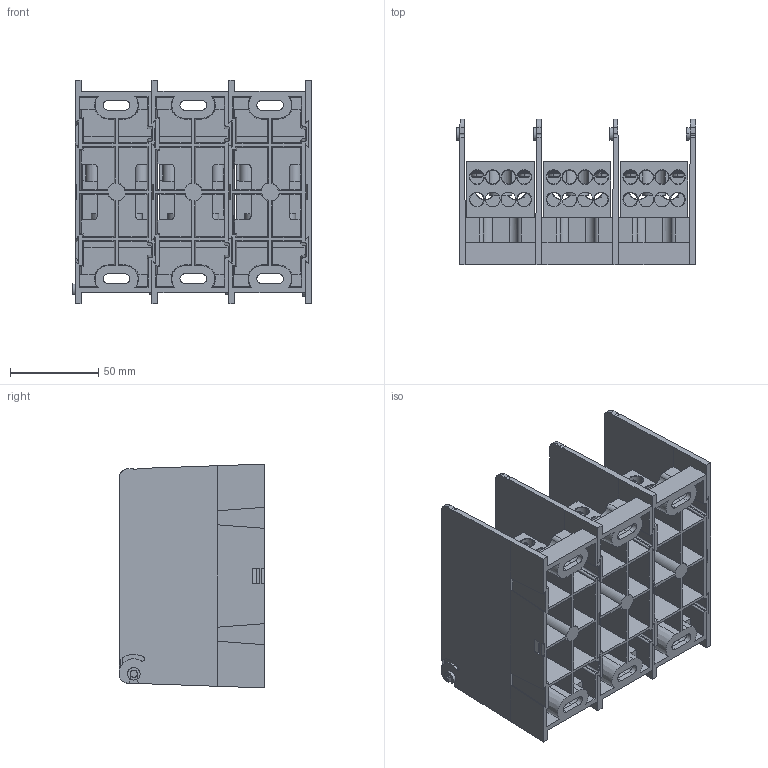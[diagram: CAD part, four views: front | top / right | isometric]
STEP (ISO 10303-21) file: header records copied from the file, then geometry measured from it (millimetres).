
FILE_DESCRIPTION (( 'STEP AP214' ), '1' );
FILE_NAME ('701966revA-3P.STEP', '2015-06-18T14:45:06', ( '' ), ( '' ), 'SwSTEP 2.0', 'SolidWorks 2014', '' );
FILE_SCHEMA (( 'AUTOMOTIVE_DESIGN' ));
Length unit declared in the file: inch
Products named in the file (1): 701966revA-3P
Bounding box: 135.72 x 82.55 x 127.01 mm (x, y, z)
Surface area: 182758.7 mm2 (no closed solid volume)
Topology: 0 solids, 56 shells, 904 faces, 3150 edges, 2249 vertices
Faces by surface type: plane 458, cylinder 239, cone 207
Entity records: 57129 total; most frequent: CARTESIAN_POINT 19687, ORIENTED_EDGE 5062, DIRECTION 4882, EDGE_CURVE 3137, VERTEX_POINT 2243, VECTOR 1928, LINE 1928, AXIS2_PLACEMENT_3D 1477
